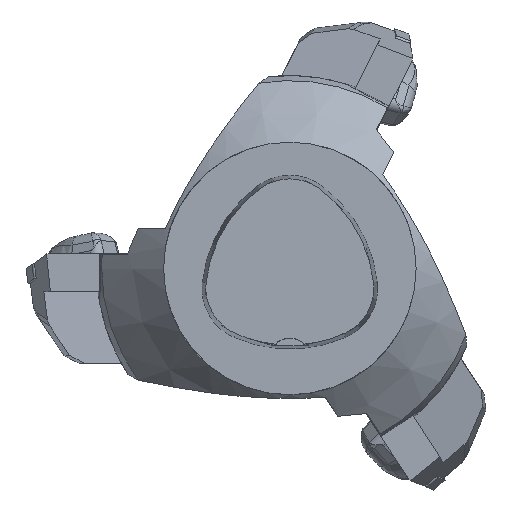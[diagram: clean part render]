
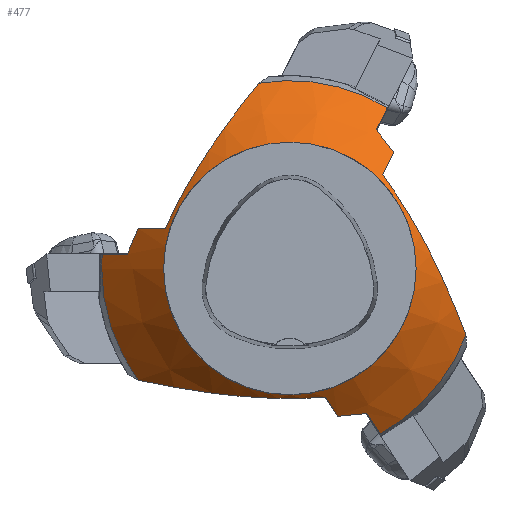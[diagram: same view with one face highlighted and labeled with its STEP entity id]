
A CAD part, top view. The second image highlights one B-rep face of the part: STEP entity #477.
In plain terms, the highlighted conical face has half-angle 45 degrees and reference radius 59.592 mm.
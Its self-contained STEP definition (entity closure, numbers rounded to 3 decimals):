
#273=B_SPLINE_CURVE_WITH_KNOTS('',3,(#3613,#3614,#3615,#3616),
 .UNSPECIFIED.,.F.,.F.,(4,4),(0.,1.),.UNSPECIFIED.);
#274=B_SPLINE_CURVE_WITH_KNOTS('',3,(#3619,#3620,#3621,#3622),
 .UNSPECIFIED.,.F.,.F.,(4,4),(0.,1.),.UNSPECIFIED.);
#275=B_SPLINE_CURVE_WITH_KNOTS('',3,(#3623,#3624,#3625,#3626,#3627,#3628,
#3629,#3630,#3631,#3632),.UNSPECIFIED.,.F.,.F.,(4,2,2,2,4),(0.,0.25,0.5,
0.75,1.),.UNSPECIFIED.);
#276=B_SPLINE_CURVE_WITH_KNOTS('',3,(#3634,#3635,#3636,#3637),
 .UNSPECIFIED.,.F.,.F.,(4,4),(0.,1.),.UNSPECIFIED.);
#277=B_SPLINE_CURVE_WITH_KNOTS('',3,(#3639,#3640,#3641,#3642),
 .UNSPECIFIED.,.F.,.F.,(4,4),(0.,1.),.UNSPECIFIED.);
#278=B_SPLINE_CURVE_WITH_KNOTS('',3,(#3644,#3645,#3646,#3647),
 .UNSPECIFIED.,.F.,.F.,(4,4),(0.,1.),.UNSPECIFIED.);
#279=B_SPLINE_CURVE_WITH_KNOTS('',3,(#3648,#3649,#3650,#3651,#3652,#3653,
#3654,#3655,#3656,#3657),.UNSPECIFIED.,.F.,.F.,(4,2,2,2,4),(0.,0.125,0.25,
0.5,1.),.UNSPECIFIED.);
#280=B_SPLINE_CURVE_WITH_KNOTS('',3,(#3659,#3660,#3661,#3662),
 .UNSPECIFIED.,.F.,.F.,(4,4),(0.,1.),.UNSPECIFIED.);
#281=B_SPLINE_CURVE_WITH_KNOTS('',3,(#3664,#3665,#3666,#3667),
 .UNSPECIFIED.,.F.,.F.,(4,4),(0.,1.),.UNSPECIFIED.);
#282=B_SPLINE_CURVE_WITH_KNOTS('',3,(#3669,#3670,#3671,#3672),
 .UNSPECIFIED.,.F.,.F.,(4,4),(0.,1.),.UNSPECIFIED.);
#283=B_SPLINE_CURVE_WITH_KNOTS('',3,(#3673,#3674,#3675,#3676,#3677,#3678,
#3679,#3680),.UNSPECIFIED.,.F.,.F.,(4,2,2,4),(0.,0.25,0.5,1.),
 .UNSPECIFIED.);
#284=B_SPLINE_CURVE_WITH_KNOTS('',3,(#3682,#3683,#3684,#3685),
 .UNSPECIFIED.,.F.,.F.,(4,4),(0.,1.),.UNSPECIFIED.);
#331=CONICAL_SURFACE('',#2642,59.592,45.);
#477=ADVANCED_FACE('',(#646,#647),#331,.T.);
#595=CIRCLE('',#2578,40.);
#615=CIRCLE('',#2634,59.592);
#616=CIRCLE('',#2637,59.592);
#617=CIRCLE('',#2640,59.592);
#646=FACE_BOUND('',#699,.T.);
#647=FACE_BOUND('',#700,.T.);
#699=EDGE_LOOP('',(#966,#967,#968,#969,#970,#971,#972,#973,#974,#975,#976,
#977,#978,#979,#980));
#700=EDGE_LOOP('',(#981));
#966=ORIENTED_EDGE('',*,*,#1804,.T.);
#967=ORIENTED_EDGE('',*,*,#1805,.T.);
#968=ORIENTED_EDGE('',*,*,#1793,.T.);
#969=ORIENTED_EDGE('',*,*,#1806,.F.);
#970=ORIENTED_EDGE('',*,*,#1807,.F.);
#971=ORIENTED_EDGE('',*,*,#1808,.T.);
#972=ORIENTED_EDGE('',*,*,#1809,.T.);
#973=ORIENTED_EDGE('',*,*,#1801,.T.);
#974=ORIENTED_EDGE('',*,*,#1810,.F.);
#975=ORIENTED_EDGE('',*,*,#1811,.F.);
#976=ORIENTED_EDGE('',*,*,#1812,.T.);
#977=ORIENTED_EDGE('',*,*,#1813,.T.);
#978=ORIENTED_EDGE('',*,*,#1797,.T.);
#979=ORIENTED_EDGE('',*,*,#1814,.F.);
#980=ORIENTED_EDGE('',*,*,#1815,.F.);
#981=ORIENTED_EDGE('',*,*,#1747,.F.);
#1523=VERTEX_POINT('',#3451);
#1552=VERTEX_POINT('',#3557);
#1553=VERTEX_POINT('',#3559);
#1555=VERTEX_POINT('',#3578);
#1556=VERTEX_POINT('',#3580);
#1558=VERTEX_POINT('',#3596);
#1559=VERTEX_POINT('',#3598);
#1561=VERTEX_POINT('',#3617);
#1562=VERTEX_POINT('',#3618);
#1563=VERTEX_POINT('',#3633);
#1564=VERTEX_POINT('',#3638);
#1565=VERTEX_POINT('',#3643);
#1566=VERTEX_POINT('',#3658);
#1567=VERTEX_POINT('',#3663);
#1568=VERTEX_POINT('',#3668);
#1569=VERTEX_POINT('',#3681);
#1747=EDGE_CURVE('',#1523,#1523,#595,.T.);
#1793=EDGE_CURVE('',#1553,#1552,#615,.T.);
#1797=EDGE_CURVE('',#1556,#1555,#616,.T.);
#1801=EDGE_CURVE('',#1559,#1558,#617,.T.);
#1804=EDGE_CURVE('',#1561,#1562,#273,.T.);
#1805=EDGE_CURVE('',#1562,#1553,#274,.T.);
#1806=EDGE_CURVE('',#1563,#1552,#275,.T.);
#1807=EDGE_CURVE('',#1564,#1563,#276,.T.);
#1808=EDGE_CURVE('',#1564,#1565,#277,.T.);
#1809=EDGE_CURVE('',#1565,#1559,#278,.T.);
#1810=EDGE_CURVE('',#1566,#1558,#279,.T.);
#1811=EDGE_CURVE('',#1567,#1566,#280,.T.);
#1812=EDGE_CURVE('',#1567,#1568,#281,.T.);
#1813=EDGE_CURVE('',#1568,#1556,#282,.T.);
#1814=EDGE_CURVE('',#1569,#1555,#283,.T.);
#1815=EDGE_CURVE('',#1561,#1569,#284,.T.);
#2578=AXIS2_PLACEMENT_3D('',#3450,#2817,#2818);
#2634=AXIS2_PLACEMENT_3D('',#3558,#2943,#2944);
#2637=AXIS2_PLACEMENT_3D('',#3579,#2949,#2950);
#2640=AXIS2_PLACEMENT_3D('',#3597,#2955,#2956);
#2642=AXIS2_PLACEMENT_3D('',#3686,#2959,#2960);
#2817=DIRECTION('',(0.,0.,1.));
#2818=DIRECTION('',(1.,0.,0.));
#2943=DIRECTION('',(0.,0.,1.));
#2944=DIRECTION('',(1.,0.,0.));
#2949=DIRECTION('',(0.,0.,1.));
#2950=DIRECTION('',(1.,0.,0.));
#2955=DIRECTION('',(0.,0.,1.));
#2956=DIRECTION('',(1.,0.,0.));
#2959=DIRECTION('',(0.,0.,-1.));
#2960=DIRECTION('',(-1.,0.,0.));
#3450=CARTESIAN_POINT('',(0.,0.,-36.408));
#3451=CARTESIAN_POINT('',(40.,0.,-36.408));
#3557=CARTESIAN_POINT('',(-48.007,-35.306,-56.));
#3558=CARTESIAN_POINT('',(0.,0.,-56.));
#3559=CARTESIAN_POINT('',(-59.413,4.618,-56.));
#3578=CARTESIAN_POINT('',(-9.868,58.77,-56.));
#3579=CARTESIAN_POINT('',(0.,0.,-56.));
#3580=CARTESIAN_POINT('',(30.91,50.949,-56.));
#3596=CARTESIAN_POINT('',(55.794,-20.936,-56.));
#3597=CARTESIAN_POINT('',(0.,0.,-56.));
#3598=CARTESIAN_POINT('',(28.577,-52.293,-56.));
#3613=CARTESIAN_POINT('',(-48.033,12.803,-46.117));
#3614=CARTESIAN_POINT('',(-49.251,10.061,-46.588));
#3615=CARTESIAN_POINT('',(-50.394,7.332,-47.255));
#3616=CARTESIAN_POINT('',(-51.471,4.618,-48.086));
#3617=CARTESIAN_POINT('',(-48.033,12.803,-46.117));
#3618=CARTESIAN_POINT('',(-51.471,4.618,-48.086));
#3619=CARTESIAN_POINT('',(-51.471,4.618,-48.086));
#3620=CARTESIAN_POINT('',(-54.119,4.618,-50.723));
#3621=CARTESIAN_POINT('',(-56.766,4.618,-53.361));
#3622=CARTESIAN_POINT('',(-59.413,4.618,-56.));
#3623=CARTESIAN_POINT('',(11.297,-40.76,-38.704));
#3624=CARTESIAN_POINT('',(6.097,-41.096,-37.639));
#3625=CARTESIAN_POINT('',(0.731,-41.209,-37.278));
#3626=CARTESIAN_POINT('',(-9.947,-40.923,-38.185));
#3627=CARTESIAN_POINT('',(-15.105,-40.538,-39.407));
#3628=CARTESIAN_POINT('',(-25.165,-39.425,-42.938));
#3629=CARTESIAN_POINT('',(-29.965,-38.711,-45.202));
#3630=CARTESIAN_POINT('',(-39.197,-37.12,-50.247));
#3631=CARTESIAN_POINT('',(-43.65,-36.239,-53.042));
#3632=CARTESIAN_POINT('',(-48.007,-35.306,-56.));
#3633=CARTESIAN_POINT('',(11.297,-40.76,-38.704));
#3634=CARTESIAN_POINT('',(15.203,-46.752,-45.57));
#3635=CARTESIAN_POINT('',(13.905,-44.761,-43.274));
#3636=CARTESIAN_POINT('',(12.603,-42.764,-40.984));
#3637=CARTESIAN_POINT('',(11.297,-40.76,-38.704));
#3638=CARTESIAN_POINT('',(15.203,-46.752,-45.57));
#3639=CARTESIAN_POINT('',(15.203,-46.752,-45.57));
#3640=CARTESIAN_POINT('',(18.327,-46.518,-46.313));
#3641=CARTESIAN_POINT('',(21.39,-46.22,-47.259));
#3642=CARTESIAN_POINT('',(24.391,-45.872,-48.361));
#3643=CARTESIAN_POINT('',(24.391,-45.872,-48.361));
#3644=CARTESIAN_POINT('',(24.391,-45.872,-48.361));
#3645=CARTESIAN_POINT('',(25.787,-48.013,-50.907));
#3646=CARTESIAN_POINT('',(27.182,-50.153,-53.453));
#3647=CARTESIAN_POINT('',(28.577,-52.293,-56.));
#3648=CARTESIAN_POINT('',(29.393,29.802,-38.266));
#3649=CARTESIAN_POINT('',(30.875,27.765,-37.856));
#3650=CARTESIAN_POINT('',(32.326,25.679,-37.612));
#3651=CARTESIAN_POINT('',(35.162,21.401,-37.49));
#3652=CARTESIAN_POINT('',(36.553,19.194,-37.616));
#3653=CARTESIAN_POINT('',(40.489,12.634,-38.519));
#3654=CARTESIAN_POINT('',(42.843,8.279,-39.809));
#3655=CARTESIAN_POINT('',(49.332,-4.753,-45.138));
#3656=CARTESIAN_POINT('',(52.719,-12.934,-50.31));
#3657=CARTESIAN_POINT('',(55.794,-20.936,-56.));
#3658=CARTESIAN_POINT('',(29.393,29.802,-38.266));
#3659=CARTESIAN_POINT('',(32.948,36.839,-45.831));
#3660=CARTESIAN_POINT('',(31.767,34.501,-43.301));
#3661=CARTESIAN_POINT('',(30.582,32.156,-40.777));
#3662=CARTESIAN_POINT('',(29.393,29.802,-38.266));
#3663=CARTESIAN_POINT('',(32.948,36.839,-45.831));
#3664=CARTESIAN_POINT('',(32.948,36.839,-45.831));
#3665=CARTESIAN_POINT('',(31.114,39.299,-46.442));
#3666=CARTESIAN_POINT('',(29.26,41.675,-47.252));
#3667=CARTESIAN_POINT('',(27.391,43.983,-48.222));
#3668=CARTESIAN_POINT('',(27.391,43.983,-48.222));
#3669=CARTESIAN_POINT('',(27.391,43.983,-48.222));
#3670=CARTESIAN_POINT('',(28.564,46.305,-50.814));
#3671=CARTESIAN_POINT('',(29.737,48.627,-53.407));
#3672=CARTESIAN_POINT('',(30.91,50.949,-56.));
#3673=CARTESIAN_POINT('',(-39.478,12.803,-37.91));
#3674=CARTESIAN_POINT('',(-37.451,17.214,-37.342));
#3675=CARTESIAN_POINT('',(-35.159,21.685,-37.437));
#3676=CARTESIAN_POINT('',(-30.374,30.122,-38.916));
#3677=CARTESIAN_POINT('',(-27.866,34.14,-40.27));
#3678=CARTESIAN_POINT('',(-20.172,45.655,-45.587));
#3679=CARTESIAN_POINT('',(-15.023,52.377,-50.549));
#3680=CARTESIAN_POINT('',(-9.868,58.77,-56.));
#3681=CARTESIAN_POINT('',(-39.478,12.803,-37.91));
#3682=CARTESIAN_POINT('',(-48.033,12.803,-46.117));
#3683=CARTESIAN_POINT('',(-45.191,12.803,-43.371));
#3684=CARTESIAN_POINT('',(-42.341,12.803,-40.634));
#3685=CARTESIAN_POINT('',(-39.478,12.803,-37.91));
#3686=CARTESIAN_POINT('',(0.,0.,-56.));
